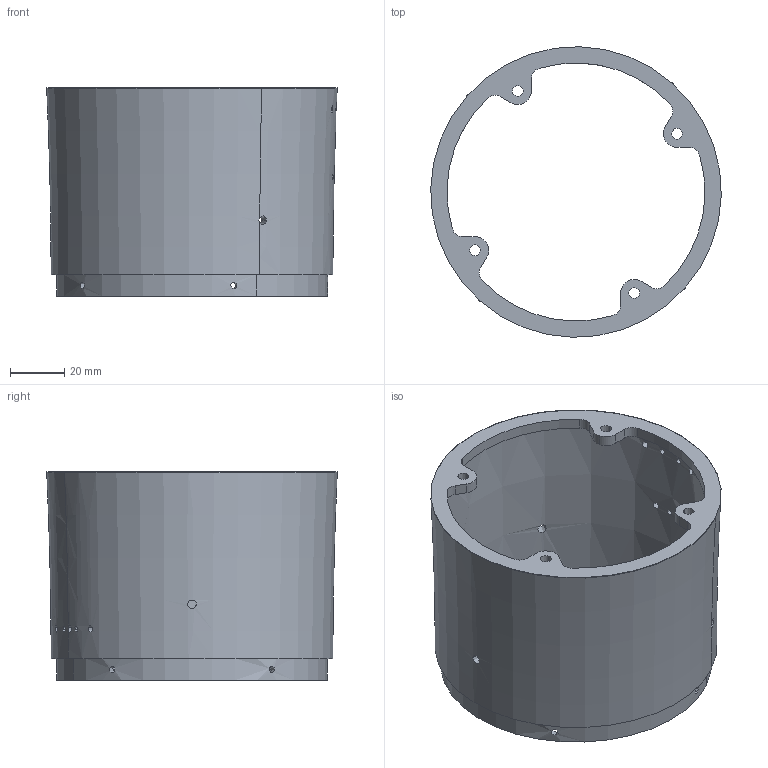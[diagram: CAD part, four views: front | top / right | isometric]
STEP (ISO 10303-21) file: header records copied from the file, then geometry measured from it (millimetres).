
FILE_DESCRIPTION(('CATIA V5 STEP Exchange'),'2;1');
FILE_NAME('Tuyere_Int_Arr.stp','2020-12-10T08:28:59+00:00',('none'),('none'),'CATIA Version 5 Release 19 GA (IN-10)','CATIA V5 STEP AP203','none');
FILE_SCHEMA(('CONFIG_CONTROL_DESIGN'));
Length unit declared in the file: millimetre
Products named in the file (1): Tuyere_Int_Arr
Bounding box: 107.21 x 107.21 x 76.88 mm (x, y, z)
Volume: 90343.8 mm3; surface area: 53898.8 mm2
Topology: 1 solids, 1 shells, 92 faces, 273 edges, 181 vertices
Faces by surface type: cylinder 74, plane 12, torus 4, cone 2
Entity records: 4721 total; most frequent: CARTESIAN_POINT 2443, ORIENTED_EDGE 546, DIRECTION 292, EDGE_CURVE 273, VERTEX_POINT 181, EDGE_LOOP 140, AXIS2_PLACEMENT_3D 136, VECTOR 102
